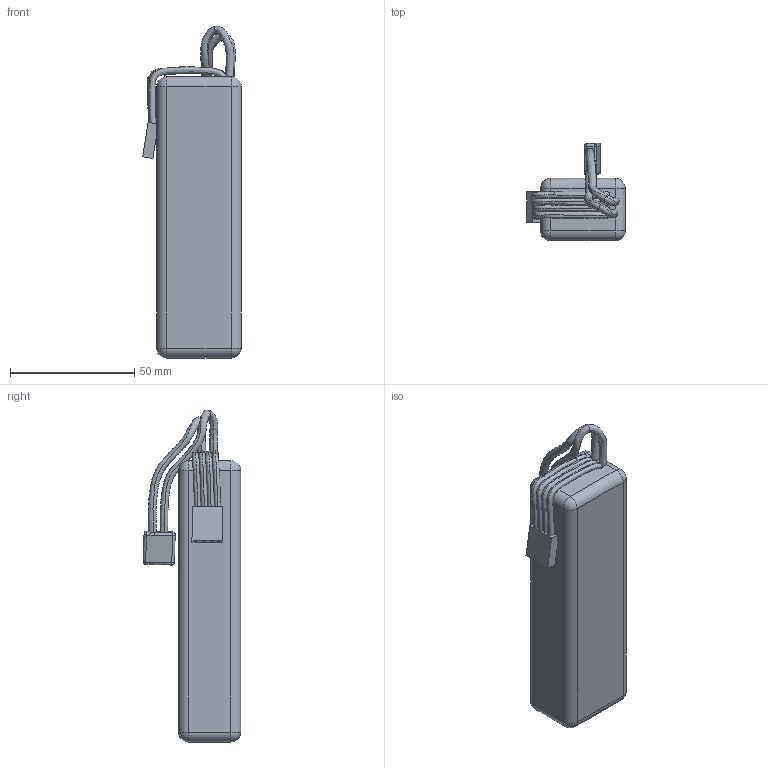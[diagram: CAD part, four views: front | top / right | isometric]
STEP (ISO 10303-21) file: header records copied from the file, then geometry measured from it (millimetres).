
FILE_DESCRIPTION (( 'STEP AP214' ), '1' );
FILE_NAME ('3s2200battery.STEP', '2019-08-23T13:41:25', ( '' ), ( '' ), 'SwSTEP 2.0', 'SolidWorks 2018', '' );
FILE_SCHEMA (( 'AUTOMOTIVE_DESIGN' ));
Length unit declared in the file: millimetre
Products named in the file (1): 3s2200battery
Bounding box: 39.57 x 39.25 x 133.39 mm (x, y, z)
Volume: 97146.3 mm3; surface area: 18209.1 mm2
Topology: 5 solids, 5 shells, 130 faces, 307 edges, 179 vertices
Faces by surface type: plane 50, cylinder 35, sphere 22, bspline 19, torus 4
Entity records: 9347 total; most frequent: CARTESIAN_POINT 5229, ORIENTED_EDGE 586, DIRECTION 582, EDGE_CURVE 293, AXIS2_PLACEMENT_3D 226, VERTEX_POINT 175, EDGE_LOOP 136, VECTOR 130
